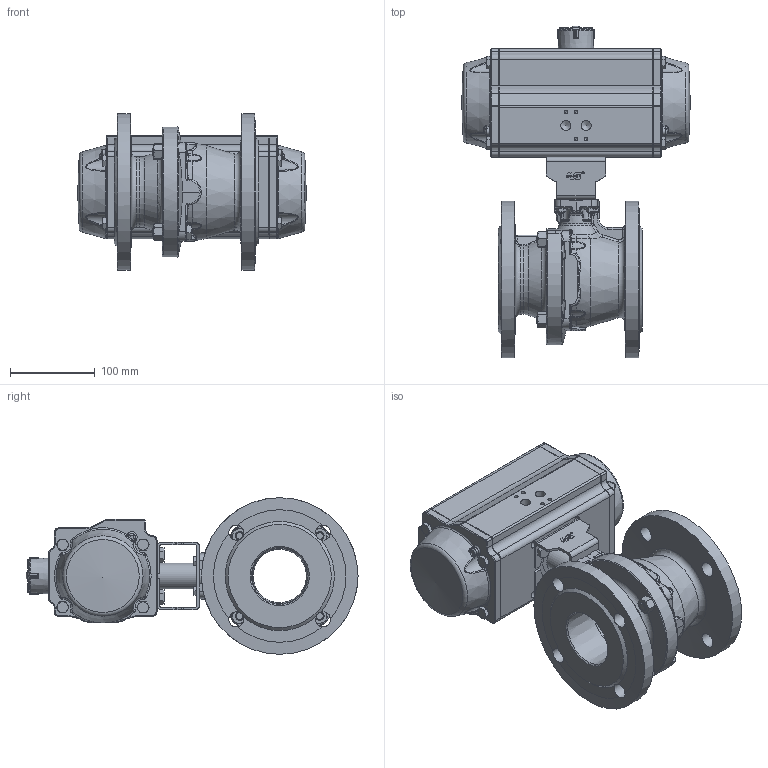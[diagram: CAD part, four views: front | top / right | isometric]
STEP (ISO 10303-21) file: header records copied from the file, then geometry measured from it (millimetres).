
FILE_DESCRIPTION(/* description */ ('Unknown','CAx-IF Rec.Pracs.---Representation and Presentation of Product Manufacturing Information (PMI)---4.0---2014-10-13','CAx-IF Rec.Pracs.---3D Tessellated Geometry---0.4---2014-09-14','2;1'),/* implementation_level */ '2;1');
FILE_NAME(/* name */ 'FR05 0919-10',/* time_stamp */ '2023-09-04T14:49:28+02:00',/* author */ ('Unknown'),/* organization */ ('Unknown'),/* preprocessor_version */ 'ST-DEVELOPER v18.102',/* originating_system */ 'Solid Edge',/* authorisation */ 'Unknown');
FILE_SCHEMA (('AP242_MANAGED_MODEL_BASED_3D_ENGINEERING_MIM_LF { 1 0 10303 442 1 1 4 }'));
Products named in the file (17): FR05 0919-10; 4.170.065; M8x20; 49899011_Brücke F07-F05 Höhe 50; DW06_FR05_(DW160_FR119); ____; ________(___________; _____________; ______; Deckel 1; hexagon head bolts--product grade c gb_GB_FASTENER_BOLT_HHBC M8X40-N; cup head nib bolts with large head gb_GB_FASTENER_BOLT_CHNBW M6X25-N; KP-100; Deckel 2; Spindeladapter Edelstahl_SW17x17x15_Tasche 14x14x13_BL.62_ø30; DIN 933 M6x20 A2-70 BLK_EDST; WUERTH 03226 hexagonal nut DIN 934  M6 A2 BLK_EDST
Assembly tree (34 placements, depth 4):
  FR05 0919-10
    4.170.065
    M8x20  x4
    49899011_Brücke F07-F05 Höhe 50
    DW06_FR05_(DW160_FR119)
      ____
        ________(___________  x2
        _____________  x2
        ______
      Deckel 1
      hexagon head bolts--product grade c gb_GB_FASTENER_BOLT_HHBC M8X40-N  x8
      cup head nib bolts with large head gb_GB_FASTENER_BOLT_CHNBW M6X25-N
      KP-100
      Deckel 2
    Spindeladapter Edelstahl_SW17x17x15_Tasche 14x14x13_BL.62_ø30
    DIN 933 M6x20 A2-70 BLK_EDST  x4
    WUERTH 03226 hexagonal nut DIN 934  M6 A2 BLK_EDST  x4
Bounding box: 270.2 x 392.31 x 185 mm (x, y, z)
Volume: 5140126.1 mm3; surface area: 491879.4 mm2
Topology: 32 solids, 37 shells, 2126 faces, 5210 edges, 3186 vertices
Faces by surface type: plane 730, cylinder 588, bspline 374, cone 256, torus 154, sphere 24
Full cylindrical faces by diameter (mm): 2.6 x2, 3 x16, 3.3 x8, 4.2 x8, 4.66 x1, 4.917 x4, 5 x1, 6 x5, 6.2 x1, 6.8 x16, 7 x8, 8 x12, 8.5 x7, 9 x4, 10 x12, 11 x4, 11.8 x2, 18 x8, 24.6 x2, 26.8 x1, 29.4 x1, 30 x1, 30.5 x1, 35 x1, 37.2 x1, 38.5 x1, 63 x1, 185 x2
Entity records: 65276 total; most frequent: CARTESIAN_POINT 27019, ORIENTED_EDGE 8030, DIRECTION 7276, EDGE_CURVE 4015, AXIS2_PLACEMENT_3D 2914, VERTEX_POINT 2583, FACE_BOUND 2042, EDGE_LOOP 2013
